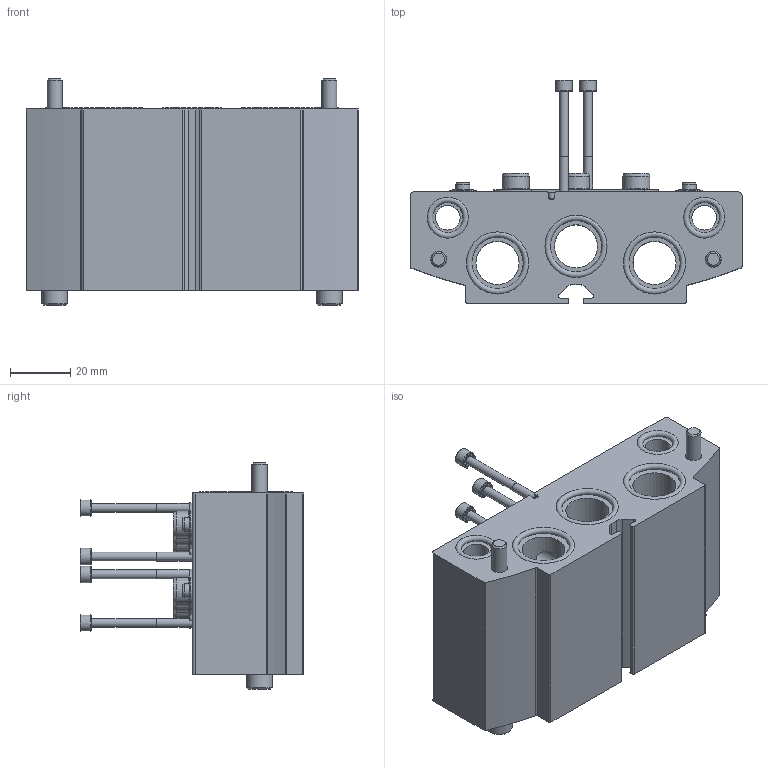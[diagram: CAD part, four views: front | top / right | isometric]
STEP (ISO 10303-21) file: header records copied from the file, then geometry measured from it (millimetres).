
FILE_DESCRIPTION(/* description */ ('STEP AP214'),/* implementation_level */ '2;1');
FILE_NAME(/* name */ '576489_VABM-B10-20EEE-G38-2',/* time_stamp */ '2024-09-15T20:35:03+02:00',/* author */ ('License CC BY-ND 4.0'),/* organization */ ('CADENAS'),/* preprocessor_version */ 'ST-DEVELOPER v19.3',/* originating_system */ 'PARTsolutions',/* authorisation */ ' ');
FILE_SCHEMA (('AUTOMOTIVE_DESIGN {1 0 10303 214 3 1 1}'));
Length unit declared in the file: millimetre
Products named in the file (8): 576489 VABM-B10-20EEE-G38-2; 576489 VABM-B10-20EEE-G38-2---(M); 200939 B-17x2-N; 200054 B-10x2-N; 1355283 VUVS-G18-3---(S); 2833702 F-M3x40-10.9; 1743809 VUVS-M5---(S); DIN-912 - M5x70(F)
Assembly tree (18 placements, depth 2):
  576489 VABM-B10-20EEE-G38-2
    576489 VABM-B10-20EEE-G38-2---(M)
    200939 B-17x2-N  x3
    200054 B-10x2-N  x2
    1355283 VUVS-G18-3---(S)  x2
    2833702 F-M3x40-10.9  x4
    1743809 VUVS-M5---(S)  x4
    DIN-912 - M5x70(F)  x2
Bounding box: 110 x 74.1 x 75 mm (x, y, z)
Volume: 186086.3 mm3; surface area: 51859.3 mm2
Topology: 18 solids, 18 shells, 570 faces, 1324 edges, 833 vertices
Faces by surface type: plane 284, cylinder 150, cone 107, torus 29
Full cylindrical faces by diameter (mm): 2.459 x4, 2.9 x4, 2.92 x4, 3 x4, 4.2 x4, 4.6 x4, 5 x2, 5.3 x2, 5.5 x4, 6 x12, 6.1 x4, 8.2 x2, 8.5 x2, 8.566 x2, 8.9 x6, 9 x4, 10.8 x6, 13.6 x2, 14.3 x3, 14.95 x3, 20.6 x3
Entity records: 9309 total; most frequent: CARTESIAN_POINT 1671, DIRECTION 1597, ORIENTED_EDGE 1324, EDGE_CURVE 662, AXIS2_PLACEMENT_3D 611, FACE_BOUND 507, EDGE_LOOP 499, VERTEX_POINT 487
